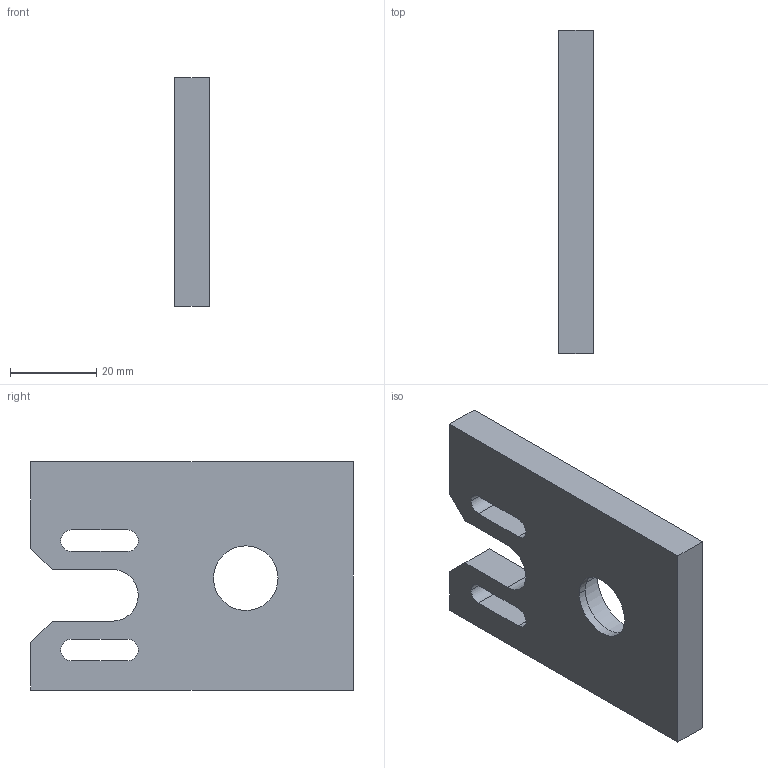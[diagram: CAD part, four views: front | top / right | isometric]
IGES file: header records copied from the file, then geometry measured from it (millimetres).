
Start section: START RECORD GO HERE.
Global section: file name: SUPPORT_MOTEUR.igs; native system: DASSAULT SYSTEMES CATIA V5 R21 - www.3ds.com; preprocessor: CATIA Version 5 Release 21 ; author: cxrag; organization: LAPTOP-OEL015LH; date: 20250102.100254; units: millimetre
Bounding box: 8 x 75 x 53 mm (x, y, z)
Surface area: 10405.2 mm2 (no closed solid volume)
Topology: 0 solids, 0 shells, 40 faces, 202 edges, 202 vertices
Faces by surface type: revolution 22, plane 18
